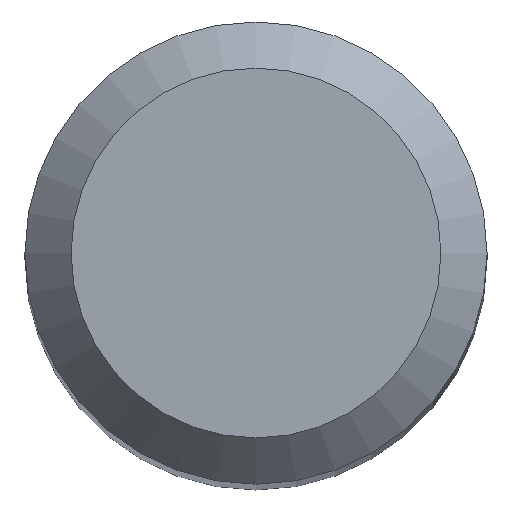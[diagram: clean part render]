
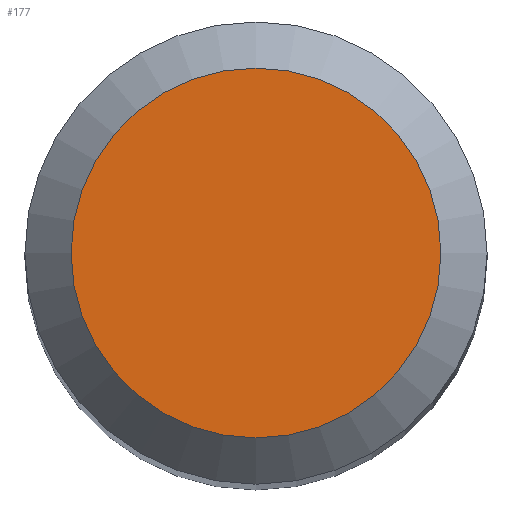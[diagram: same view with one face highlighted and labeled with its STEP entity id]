
A CAD part, top view. The second image highlights one B-rep face of the part: STEP entity #177.
In plain terms, the highlighted planar face has unit normal (0, 0, 1).
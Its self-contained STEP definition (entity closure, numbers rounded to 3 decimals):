
#19 = DIRECTION ( 'NONE',  ( 0., 1., 0. ) ) ;
#31 = VERTEX_POINT ( 'NONE', #197 ) ;
#42 = DIRECTION ( 'NONE',  ( 0., 1., 0. ) ) ;
#66 = EDGE_LOOP ( 'NONE', ( #185 ) ) ;
#77 = DIRECTION ( 'NONE',  ( 0., 0., -1. ) ) ;
#93 = FACE_OUTER_BOUND ( 'NONE', #66, .T. ) ;
#96 = PLANE ( 'NONE',  #183 ) ;
#113 = CARTESIAN_POINT ( 'NONE',  ( 0., 0., 35. ) ) ;
#115 = AXIS2_PLACEMENT_3D ( 'NONE', #211, #228, #42 ) ;
#136 = EDGE_CURVE ( 'NONE', #31, #31, #224, .T. ) ;
#177 = ADVANCED_FACE ( 'NONE', ( #93 ), #96, .F. ) ;
#183 = AXIS2_PLACEMENT_3D ( 'NONE', #113, #77, #19 ) ;
#185 = ORIENTED_EDGE ( 'NONE', *, *, #136, .F. ) ;
#197 = CARTESIAN_POINT ( 'NONE',  ( 0., 1.6, 35. ) ) ;
#211 = CARTESIAN_POINT ( 'NONE',  ( 0., 0., 35. ) ) ;
#224 = CIRCLE ( 'NONE', #115, 1.6 ) ;
#228 = DIRECTION ( 'NONE',  ( 0., 0., -1. ) ) ;
